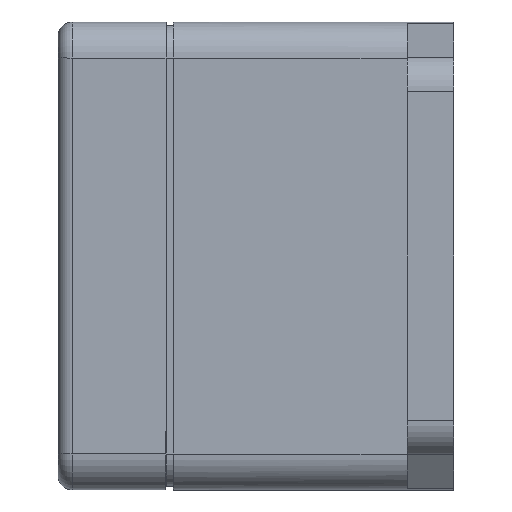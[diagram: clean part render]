
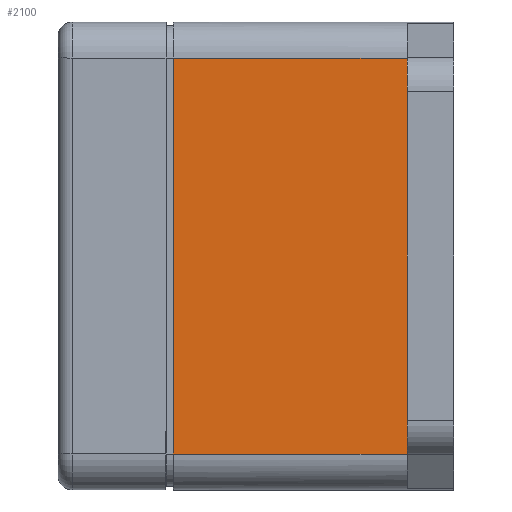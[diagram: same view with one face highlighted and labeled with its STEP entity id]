
A CAD part, left-side view. The second image highlights one B-rep face of the part: STEP entity #2100.
In plain terms, the highlighted planar face has unit normal (-1, 0, 0).
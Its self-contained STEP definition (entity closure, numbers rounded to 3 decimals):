
#1012 = ORIENTED_EDGE ( 'NONE', *, *, #12117, .F. ) ;
#2100 = ADVANCED_FACE ( 'NONE', ( #7137 ), #9911, .F. ) ;
#2984 = CARTESIAN_POINT ( 'NONE',  ( -57.5, 6.5, 27.5 ) ) ;
#3236 = CARTESIAN_POINT ( 'NONE',  ( -57.5, 6.5, -27.5 ) ) ;
#3259 = CARTESIAN_POINT ( 'NONE',  ( -57.5, 40., -27.5 ) ) ;
#3363 = VERTEX_POINT ( 'NONE', #12765 ) ;
#3947 = LINE ( 'NONE', #10264, #7971 ) ;
#4680 = DIRECTION ( 'NONE',  ( 0., 0., -1. ) ) ;
#5416 = VERTEX_POINT ( 'NONE', #13520 ) ;
#5556 = CARTESIAN_POINT ( 'NONE',  ( -57.5, 40., 27.5 ) ) ;
#5730 = VERTEX_POINT ( 'NONE', #3236 ) ;
#6281 = CARTESIAN_POINT ( 'NONE',  ( -57.5, 39., -27.5 ) ) ;
#6818 = DIRECTION ( 'NONE',  ( 0., -1., 0. ) ) ;
#7137 = FACE_OUTER_BOUND ( 'NONE', #14636, .T. ) ;
#7219 = VECTOR ( 'NONE', #9385, 1000. ) ;
#7483 = EDGE_CURVE ( 'NONE', #7772, #5730, #3947, .T. ) ;
#7772 = VERTEX_POINT ( 'NONE', #10004 ) ;
#7971 = VECTOR ( 'NONE', #9097, 1000. ) ;
#9097 = DIRECTION ( 'NONE',  ( 0., -1., 0. ) ) ;
#9385 = DIRECTION ( 'NONE',  ( 0., 0., 1. ) ) ;
#9629 = ORIENTED_EDGE ( 'NONE', *, *, #7483, .T. ) ;
#9911 = PLANE ( 'NONE',  #11134 ) ;
#9928 = ORIENTED_EDGE ( 'NONE', *, *, #14875, .T. ) ;
#10004 = CARTESIAN_POINT ( 'NONE',  ( -57.5, 39., -27.5 ) ) ;
#10264 = CARTESIAN_POINT ( 'NONE',  ( -57.5, 40., -27.5 ) ) ;
#10401 = LINE ( 'NONE', #6281, #15548 ) ;
#11134 = AXIS2_PLACEMENT_3D ( 'NONE', #3259, #13699, #4680 ) ;
#11990 = LINE ( 'NONE', #2984, #7219 ) ;
#12117 = EDGE_CURVE ( 'NONE', #5416, #3363, #13461, .T. ) ;
#12140 = VECTOR ( 'NONE', #6818, 1000. ) ;
#12765 = CARTESIAN_POINT ( 'NONE',  ( -57.5, 6.5, 27.5 ) ) ;
#13461 = LINE ( 'NONE', #5556, #12140 ) ;
#13520 = CARTESIAN_POINT ( 'NONE',  ( -57.5, 39., 27.5 ) ) ;
#13699 = DIRECTION ( 'NONE',  ( 1., 0., 0. ) ) ;
#14636 = EDGE_LOOP ( 'NONE', ( #15981, #9629, #9928, #1012 ) ) ;
#14875 = EDGE_CURVE ( 'NONE', #5730, #3363, #11990, .T. ) ;
#15437 = DIRECTION ( 'NONE',  ( 0., 0., 1. ) ) ;
#15548 = VECTOR ( 'NONE', #15437, 1000. ) ;
#15981 = ORIENTED_EDGE ( 'NONE', *, *, #16620, .F. ) ;
#16620 = EDGE_CURVE ( 'NONE', #7772, #5416, #10401, .T. ) ;
